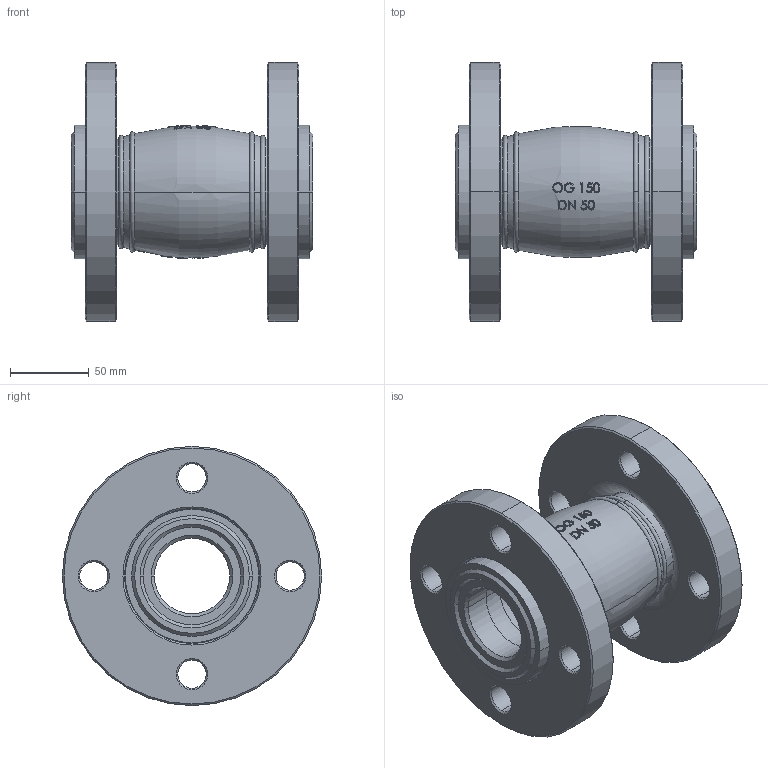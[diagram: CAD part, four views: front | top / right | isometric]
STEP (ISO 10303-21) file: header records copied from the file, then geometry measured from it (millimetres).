
FILE_DESCRIPTION (( 'STEP AP214' ), '1' );
FILE_NAME ('OG150-Gummi-Kompensator-DN50-PN-10-16-Fergo.STEP', '2022-09-09T11:52:45', ( '' ), ( '' ), 'SwSTEP 2.0', 'SolidWorks 2022', '' );
FILE_SCHEMA (( 'AUTOMOTIVE_DESIGN' ));
Length unit declared in the file: millimetre
Products named in the file (1): OG150-Gummi-Kompensator-DN50-PN-10-16-Fergo
Bounding box: 154 x 165 x 165 mm (x, y, z)
Volume: 958536.7 mm3; surface area: 191080.5 mm2
Topology: 3 solids, 5 shells, 350 faces, 849 edges, 538 vertices
Faces by surface type: bspline 159, torus 65, cone 64, cylinder 44, plane 18
Entity records: 39140 total; most frequent: CARTESIAN_POINT 30097, ORIENTED_EDGE 1698, DIRECTION 1020, EDGE_CURVE 849, VERTEX_POINT 538, B_SPLINE_CURVE_WITH_KNOTS 477, AXIS2_PLACEMENT_3D 456, EDGE_LOOP 405
